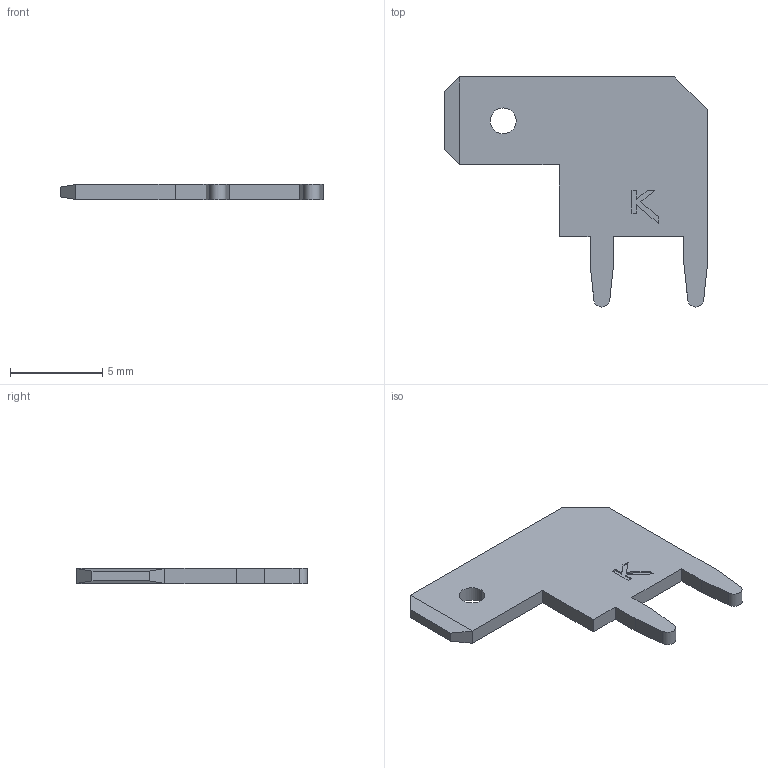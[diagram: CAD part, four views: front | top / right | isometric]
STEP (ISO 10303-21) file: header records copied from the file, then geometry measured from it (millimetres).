
FILE_DESCRIPTION (( 'STEP AP214' ), '1' );
FILE_NAME ('4907_rev.B.STEP', '2012-09-25T13:27:35', ( 'Richard Maletta' ), ( '' ), 'SwSTEP 2.0', 'SolidWorks 2009', '' );
FILE_SCHEMA (( 'AUTOMOTIVE_DESIGN' ));
Length unit declared in the file: inch
Products named in the file (1): 4907_rev.B
Bounding box: 14.22 x 12.45 x 0.81 mm (x, y, z)
Volume: 83.5 mm3; surface area: 256.5 mm2
Topology: 1 solids, 1 shells, 37 faces, 98 edges, 64 vertices
Faces by surface type: plane 33, cylinder 4
Entity records: 1172 total; most frequent: CARTESIAN_POINT 200, ORIENTED_EDGE 196, DIRECTION 182, EDGE_CURVE 98, LINE 90, VECTOR 90, VERTEX_POINT 64, AXIS2_PLACEMENT_3D 46
